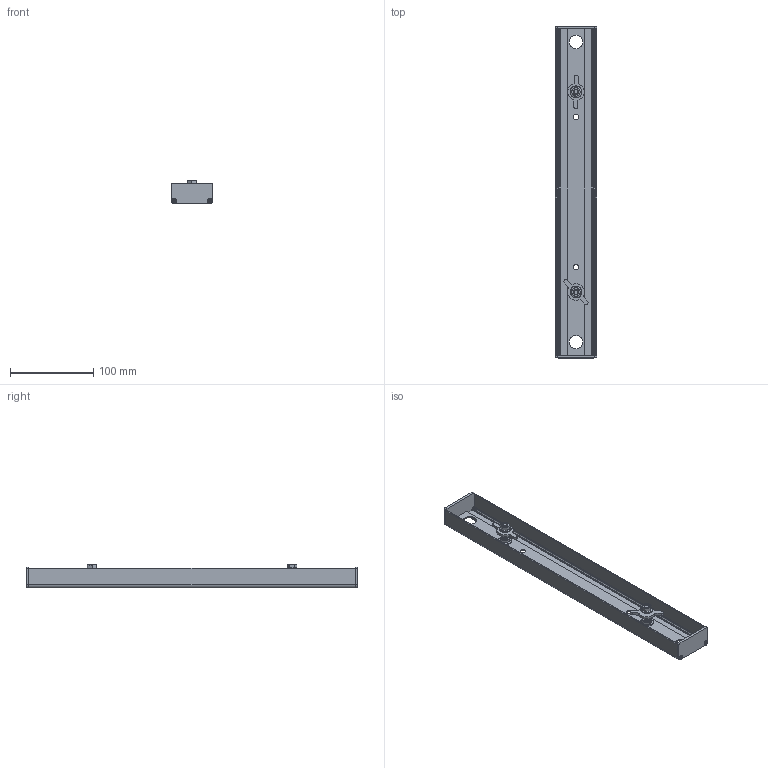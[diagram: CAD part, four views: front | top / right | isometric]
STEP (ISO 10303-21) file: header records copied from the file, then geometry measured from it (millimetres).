
FILE_DESCRIPTION (( 'STEP AP214' ), '1' );
FILE_NAME ('CPREGC40AS_STPALL.STEP', '2023-06-07T14:24:42', ( '' ), ( '' ), 'SwSTEP 2.0', 'SolidWorks 2020', '' );
FILE_SCHEMA (( 'AUTOMOTIVE_DESIGN' ));
Length unit declared in the file: millimetre
Products named in the file (14): PA0246-49-PACKAGING^CPREG-C_PA0246; FP0261-WASHER M6 6.4x16x0.8; BN_30312_5401000_hexagon_nuts_with_flange_M6; MP1065-U PROFILE_MP1120-U PROFILE 400; DOC0052-INSTRUCTION NOTICE^CPREG-C; ISO - 4035 - M6 - S_ISO - 4035 - M6 - S; MP1066-U PROFILE END CAP; DIN 7500 M - M3 x 8 - Z --- 8S_ISO 7046-1 - M3 x 8 - Z --- 8S; LB0238-BAR CODE STICKER^SB0118-20 SCREW BAG FOR CPREG-CR; LB0237-BAR CODE^CPREG-C; FP0289-SCREW SQUARE HEAD_M6x1 sch‚matique; SB0118-20 SCREW BAG FOR CPREG-CR_SB0118-CR40; FP0288-WING NUT_M6-MEP; CPREGC40AS_STPALL
Assembly tree (18 placements, depth 3):
  PA0246-49-PACKAGING^CPREG-C_PA0246
  DOC0052-INSTRUCTION NOTICE^CPREG-C
  LB0238-BAR CODE STICKER^SB0118-20 SCREW BAG FOR CPREG-CR
  LB0237-BAR CODE^CPREG-C
  CPREGC40AS_STPALL
    MP1065-U PROFILE_MP1120-U PROFILE 400
    MP1066-U PROFILE END CAP  x2
    SB0118-20 SCREW BAG FOR CPREG-CR_SB0118-CR40
      FP0289-SCREW SQUARE HEAD_M6x1 sch‚matique  x2
      FP0261-WASHER M6 6.4x16x0.8  x2
      ISO - 4035 - M6 - S_ISO - 4035 - M6 - S  x2
      FP0288-WING NUT_M6-MEP  x2
      BN_30312_5401000_hexagon_nuts_with_flange_M6  x2
      DIN 7500 M - M3 x 8 - Z --- 8S_ISO 7046-1 - M3 x 8 - Z --- 8S  x4
Bounding box: 49.5 x 398 x 28.55 mm (x, y, z)
Volume: 76066 mm3; surface area: 95368.9 mm2
Topology: 17 solids, 17 shells, 1040 faces, 2436 edges, 1432 vertices
Faces by surface type: cone 536, cylinder 300, plane 192, torus 12
Entity records: 12997 total; most frequent: CARTESIAN_POINT 2383, DIRECTION 2332, ORIENTED_EDGE 2018, EDGE_CURVE 1009, AXIS2_PLACEMENT_3D 929, VERTEX_POINT 594, VECTOR 474, LINE 474
